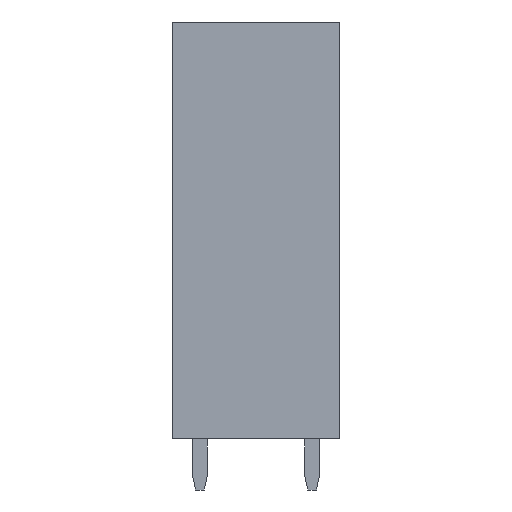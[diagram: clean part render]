
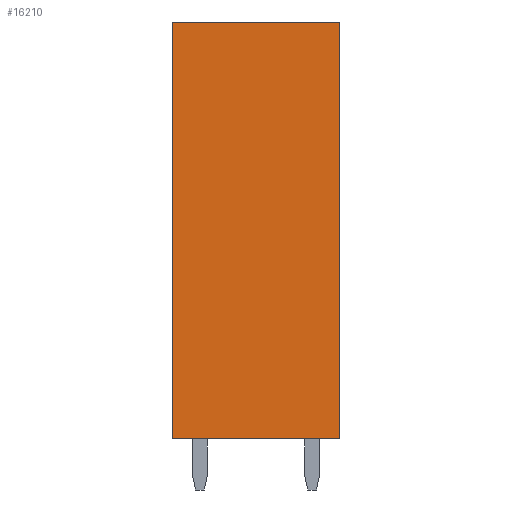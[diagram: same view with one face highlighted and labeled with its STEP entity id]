
A CAD part, left-side view. The second image highlights one B-rep face of the part: STEP entity #16210.
In plain terms, the highlighted planar face has unit normal (-1, 0, 0).
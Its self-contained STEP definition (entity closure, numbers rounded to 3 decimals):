
#16202=AXIS2_PLACEMENT_3D('Plane Axis2P3D',#16199,#16200,#16201) ;
#49=CARTESIAN_POINT('Vertex',(0.,11.4,3.5)) ;
#52=CARTESIAN_POINT('Line Origine',(0.,11.4,17.65)) ;
#56=CARTESIAN_POINT('Vertex',(0.,11.4,31.8)) ;
#223=CARTESIAN_POINT('Vertex',(0.,0.,3.5)) ;
#226=CARTESIAN_POINT('Line Origine',(0.,5.7,3.5)) ;
#1038=CARTESIAN_POINT('Vertex',(0.,0.,31.8)) ;
#1041=CARTESIAN_POINT('Line Origine',(0.,0.,17.65)) ;
#1099=CARTESIAN_POINT('Line Origine',(0.,5.7,31.8)) ;
#16199=CARTESIAN_POINT('Axis2P3D Location',(0.,0.,31.8)) ;
#53=DIRECTION('Vector Direction',(0.,0.,-1.)) ;
#227=DIRECTION('Vector Direction',(0.,1.,0.)) ;
#1042=DIRECTION('Vector Direction',(0.,0.,-1.)) ;
#1100=DIRECTION('Vector Direction',(0.,1.,0.)) ;
#16200=DIRECTION('Axis2P3D Direction',(1.,-0.,0.)) ;
#16201=DIRECTION('Axis2P3D XDirection',(0.,0.,-1.)) ;
#54=VECTOR('Line Direction',#53,1.) ;
#228=VECTOR('Line Direction',#227,1.) ;
#1043=VECTOR('Line Direction',#1042,1.) ;
#1101=VECTOR('Line Direction',#1100,1.) ;
#16205=ORIENTED_EDGE('',*,*,#58,.T.) ;
#16206=ORIENTED_EDGE('',*,*,#230,.F.) ;
#16207=ORIENTED_EDGE('',*,*,#1045,.F.) ;
#16208=ORIENTED_EDGE('',*,*,#1103,.T.) ;
#16210=ADVANCED_FACE('HOUSING',(#16209),#16203,.F.) ;
#58=EDGE_CURVE('',#57,#50,#55,.T.) ;
#230=EDGE_CURVE('',#224,#50,#229,.T.) ;
#1045=EDGE_CURVE('',#1039,#224,#1044,.T.) ;
#1103=EDGE_CURVE('',#1039,#57,#1102,.T.) ;
#16204=EDGE_LOOP('',(#16205,#16206,#16207,#16208)) ;
#16209=FACE_OUTER_BOUND('',#16204,.T.) ;
#55=LINE('Line',#52,#54) ;
#229=LINE('Line',#226,#228) ;
#1044=LINE('Line',#1041,#1043) ;
#1102=LINE('Line',#1099,#1101) ;
#16203=PLANE('',#16202) ;
#50=VERTEX_POINT('',#49) ;
#57=VERTEX_POINT('',#56) ;
#224=VERTEX_POINT('',#223) ;
#1039=VERTEX_POINT('',#1038) ;
